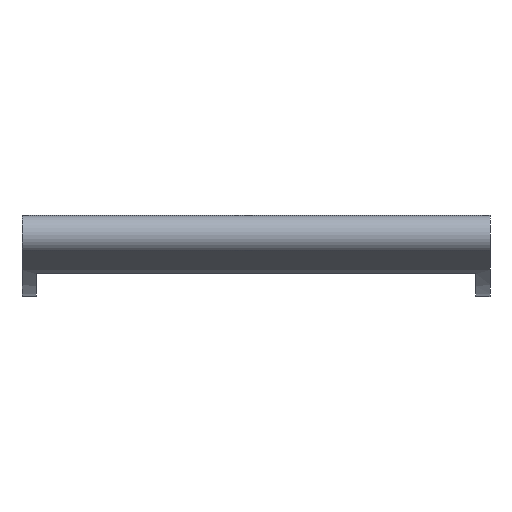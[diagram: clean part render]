
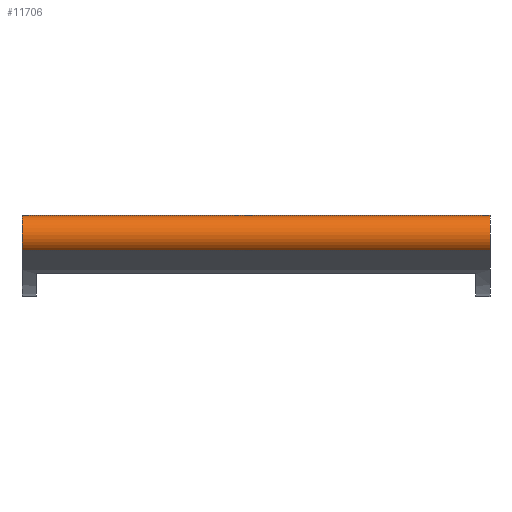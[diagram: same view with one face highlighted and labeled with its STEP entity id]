
A CAD part, left-side view. The second image highlights one B-rep face of the part: STEP entity #11706.
In plain terms, the highlighted cylindrical face has radius 7 mm (diameter 14 mm), a partial arc.
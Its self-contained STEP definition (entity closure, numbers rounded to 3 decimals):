
#778 = CYLINDRICAL_SURFACE('',#779,70.);
#779 = AXIS2_PLACEMENT_3D('',#780,#781,#782);
#780 = CARTESIAN_POINT('',(0.,83.,41.261));
#781 = DIRECTION('',(0.,1.,0.));
#782 = DIRECTION('',(1.,0.,0.));
#6832 = EDGE_CURVE('',#6833,#6835,#6837,.T.);
#6833 = VERTEX_POINT('',#6834);
#6834 = CARTESIAN_POINT('',(-44.995,83.,-12.362));
#6835 = VERTEX_POINT('',#6836);
#6836 = CARTESIAN_POINT('',(-44.995,-83.,-12.362));
#6837 = SURFACE_CURVE('',#6838,(#6842,#6849),.PCURVE_S1.);
#6838 = LINE('',#6839,#6840);
#6839 = CARTESIAN_POINT('',(-44.995,83.,-12.362));
#6840 = VECTOR('',#6841,1.);
#6841 = DIRECTION('',(0.,-1.,0.));
#6842 = PCURVE('',#778,#6843);
#6843 = DEFINITIONAL_REPRESENTATION('',(#6844),#6848);
#6844 = LINE('',#6845,#6846);
#6845 = CARTESIAN_POINT('',(-4.014,0.));
#6846 = VECTOR('',#6847,1.);
#6847 = DIRECTION('',(-0.,-1.));
#6848 = ( GEOMETRIC_REPRESENTATION_CONTEXT(2) 
PARAMETRIC_REPRESENTATION_CONTEXT() REPRESENTATION_CONTEXT('2D SPACE',''
  ) );
#6849 = PCURVE('',#6850,#6855);
#6850 = CYLINDRICAL_SURFACE('',#6851,7.);
#6851 = AXIS2_PLACEMENT_3D('',#6852,#6853,#6854);
#6852 = CARTESIAN_POINT('',(-40.496,83.,-7.));
#6853 = DIRECTION('',(0.,1.,0.));
#6854 = DIRECTION('',(1.,0.,0.));
#6855 = DEFINITIONAL_REPRESENTATION('',(#6856),#6860);
#6856 = LINE('',#6857,#6858);
#6857 = CARTESIAN_POINT('',(-4.014,0.));
#6858 = VECTOR('',#6859,1.);
#6859 = DIRECTION('',(-0.,-1.));
#6860 = ( GEOMETRIC_REPRESENTATION_CONTEXT(2) 
PARAMETRIC_REPRESENTATION_CONTEXT() REPRESENTATION_CONTEXT('2D SPACE',''
  ) );
#6879 = PLANE('',#6880);
#6880 = AXIS2_PLACEMENT_3D('',#6881,#6882,#6883);
#6881 = CARTESIAN_POINT('',(0.,-83.,-10.798));
#6882 = DIRECTION('',(0.,1.,0.));
#6883 = DIRECTION('',(0.,0.,1.));
#6938 = PLANE('',#6939);
#6939 = AXIS2_PLACEMENT_3D('',#6940,#6941,#6942);
#6940 = CARTESIAN_POINT('',(0.,83.,-10.798));
#6941 = DIRECTION('',(0.,1.,0.));
#6942 = DIRECTION('',(0.,0.,1.));
#11078 = PLANE('',#11079);
#11079 = AXIS2_PLACEMENT_3D('',#11080,#11081,#11082);
#11080 = CARTESIAN_POINT('',(-40.496,83.,0.));
#11081 = DIRECTION('',(0.,0.,1.));
#11082 = DIRECTION('',(1.,0.,0.));
#11706 = ADVANCED_FACE('',(#11707),#6850,.T.);
#11707 = FACE_BOUND('',#11708,.F.);
#11708 = EDGE_LOOP('',(#11709,#11734,#11760,#11761));
#11709 = ORIENTED_EDGE('',*,*,#11710,.T.);
#11710 = EDGE_CURVE('',#11711,#11713,#11715,.T.);
#11711 = VERTEX_POINT('',#11712);
#11712 = CARTESIAN_POINT('',(-40.496,83.,0.));
#11713 = VERTEX_POINT('',#11714);
#11714 = CARTESIAN_POINT('',(-40.496,-83.,0.));
#11715 = SURFACE_CURVE('',#11716,(#11720,#11727),.PCURVE_S1.);
#11716 = LINE('',#11717,#11718);
#11717 = CARTESIAN_POINT('',(-40.496,83.,0.));
#11718 = VECTOR('',#11719,1.);
#11719 = DIRECTION('',(0.,-1.,0.));
#11720 = PCURVE('',#6850,#11721);
#11721 = DEFINITIONAL_REPRESENTATION('',(#11722),#11726);
#11722 = LINE('',#11723,#11724);
#11723 = CARTESIAN_POINT('',(-1.571,0.));
#11724 = VECTOR('',#11725,1.);
#11725 = DIRECTION('',(-0.,-1.));
#11726 = ( GEOMETRIC_REPRESENTATION_CONTEXT(2) 
PARAMETRIC_REPRESENTATION_CONTEXT() REPRESENTATION_CONTEXT('2D SPACE',''
  ) );
#11727 = PCURVE('',#11078,#11728);
#11728 = DEFINITIONAL_REPRESENTATION('',(#11729),#11733);
#11729 = LINE('',#11730,#11731);
#11730 = CARTESIAN_POINT('',(0.,0.));
#11731 = VECTOR('',#11732,1.);
#11732 = DIRECTION('',(0.,-1.));
#11733 = ( GEOMETRIC_REPRESENTATION_CONTEXT(2) 
PARAMETRIC_REPRESENTATION_CONTEXT() REPRESENTATION_CONTEXT('2D SPACE',''
  ) );
#11734 = ORIENTED_EDGE('',*,*,#11735,.T.);
#11735 = EDGE_CURVE('',#11713,#6835,#11736,.T.);
#11736 = SURFACE_CURVE('',#11737,(#11742,#11749),.PCURVE_S1.);
#11737 = CIRCLE('',#11738,7.);
#11738 = AXIS2_PLACEMENT_3D('',#11739,#11740,#11741);
#11739 = CARTESIAN_POINT('',(-40.496,-83.,-7.));
#11740 = DIRECTION('',(0.,-1.,0.));
#11741 = DIRECTION('',(1.,0.,0.));
#11742 = PCURVE('',#6850,#11743);
#11743 = DEFINITIONAL_REPRESENTATION('',(#11744),#11748);
#11744 = LINE('',#11745,#11746);
#11745 = CARTESIAN_POINT('',(-0.,-166.));
#11746 = VECTOR('',#11747,1.);
#11747 = DIRECTION('',(-1.,0.));
#11748 = ( GEOMETRIC_REPRESENTATION_CONTEXT(2) 
PARAMETRIC_REPRESENTATION_CONTEXT() REPRESENTATION_CONTEXT('2D SPACE',''
  ) );
#11749 = PCURVE('',#6879,#11750);
#11750 = DEFINITIONAL_REPRESENTATION('',(#11751),#11759);
#11751 = ( BOUNDED_CURVE() B_SPLINE_CURVE(2,(#11752,#11753,#11754,#11755
    ,#11756,#11757,#11758),.UNSPECIFIED.,.T.,.F.) 
B_SPLINE_CURVE_WITH_KNOTS((1,2,2,2,2,1),(-2.094,0.,
    2.094,4.189,6.283,8.378),
.UNSPECIFIED.) CURVE() GEOMETRIC_REPRESENTATION_ITEM() 
RATIONAL_B_SPLINE_CURVE((1.,0.5,1.,0.5,1.,0.5,1.)) REPRESENTATION_ITEM(
  '') );
#11752 = CARTESIAN_POINT('',(3.798,-33.496));
#11753 = CARTESIAN_POINT('',(15.923,-33.496));
#11754 = CARTESIAN_POINT('',(9.861,-43.996));
#11755 = CARTESIAN_POINT('',(3.798,-54.496));
#11756 = CARTESIAN_POINT('',(-2.264,-43.996));
#11757 = CARTESIAN_POINT('',(-8.326,-33.496));
#11758 = CARTESIAN_POINT('',(3.798,-33.496));
#11759 = ( GEOMETRIC_REPRESENTATION_CONTEXT(2) 
PARAMETRIC_REPRESENTATION_CONTEXT() REPRESENTATION_CONTEXT('2D SPACE',''
  ) );
#11760 = ORIENTED_EDGE('',*,*,#6832,.F.);
#11761 = ORIENTED_EDGE('',*,*,#11762,.F.);
#11762 = EDGE_CURVE('',#11711,#6833,#11763,.T.);
#11763 = SURFACE_CURVE('',#11764,(#11769,#11776),.PCURVE_S1.);
#11764 = CIRCLE('',#11765,7.);
#11765 = AXIS2_PLACEMENT_3D('',#11766,#11767,#11768);
#11766 = CARTESIAN_POINT('',(-40.496,83.,-7.));
#11767 = DIRECTION('',(0.,-1.,0.));
#11768 = DIRECTION('',(1.,0.,0.));
#11769 = PCURVE('',#6850,#11770);
#11770 = DEFINITIONAL_REPRESENTATION('',(#11771),#11775);
#11771 = LINE('',#11772,#11773);
#11772 = CARTESIAN_POINT('',(-0.,0.));
#11773 = VECTOR('',#11774,1.);
#11774 = DIRECTION('',(-1.,0.));
#11775 = ( GEOMETRIC_REPRESENTATION_CONTEXT(2) 
PARAMETRIC_REPRESENTATION_CONTEXT() REPRESENTATION_CONTEXT('2D SPACE',''
  ) );
#11776 = PCURVE('',#6938,#11777);
#11777 = DEFINITIONAL_REPRESENTATION('',(#11778),#11786);
#11778 = ( BOUNDED_CURVE() B_SPLINE_CURVE(2,(#11779,#11780,#11781,#11782
    ,#11783,#11784,#11785),.UNSPECIFIED.,.T.,.F.) 
B_SPLINE_CURVE_WITH_KNOTS((1,2,2,2,2,1),(-2.094,0.,
    2.094,4.189,6.283,8.378),
.UNSPECIFIED.) CURVE() GEOMETRIC_REPRESENTATION_ITEM() 
RATIONAL_B_SPLINE_CURVE((1.,0.5,1.,0.5,1.,0.5,1.)) REPRESENTATION_ITEM(
  '') );
#11779 = CARTESIAN_POINT('',(3.798,-33.496));
#11780 = CARTESIAN_POINT('',(15.923,-33.496));
#11781 = CARTESIAN_POINT('',(9.861,-43.996));
#11782 = CARTESIAN_POINT('',(3.798,-54.496));
#11783 = CARTESIAN_POINT('',(-2.264,-43.996));
#11784 = CARTESIAN_POINT('',(-8.326,-33.496));
#11785 = CARTESIAN_POINT('',(3.798,-33.496));
#11786 = ( GEOMETRIC_REPRESENTATION_CONTEXT(2) 
PARAMETRIC_REPRESENTATION_CONTEXT() REPRESENTATION_CONTEXT('2D SPACE',''
  ) );
